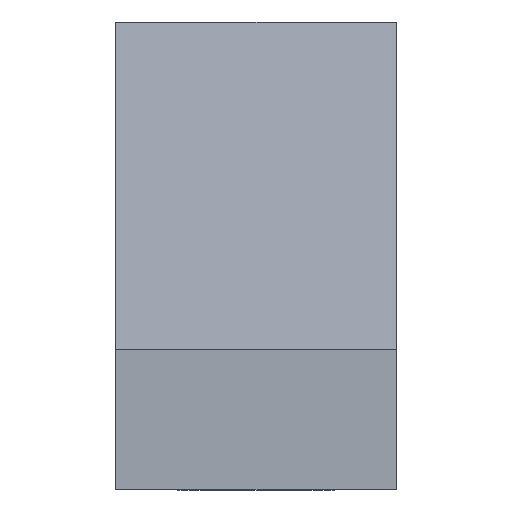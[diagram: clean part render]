
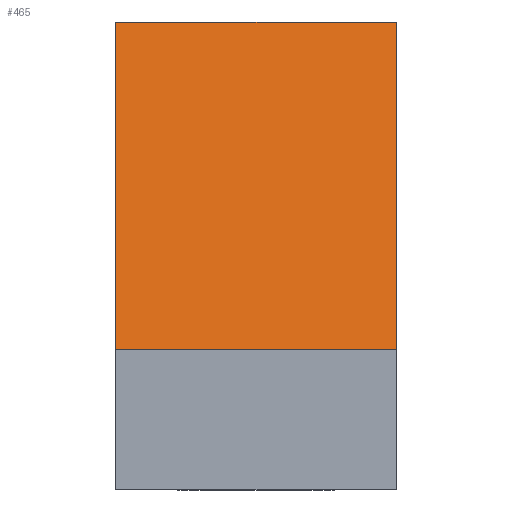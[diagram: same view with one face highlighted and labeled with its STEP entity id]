
A CAD part, left-side view. The second image highlights one B-rep face of the part: STEP entity #465.
In plain terms, the highlighted planar face has unit normal (-0.5, 0, 0.866).
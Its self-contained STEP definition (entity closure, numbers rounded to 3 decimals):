
#393=CARTESIAN_POINT('',(-20.751,-6.,20.));
#394=VERTEX_POINT('',#393);
#401=CARTESIAN_POINT('',(-45.0,-6.,6.));
#402=VERTEX_POINT('',#401);
#403=CARTESIAN_POINT('',(-45.0,-6.,6.));
#404=DIRECTION('',(0.866,0.0,0.5));
#405=VECTOR('',#404,28.);
#406=LINE('',#403,#405);
#407=EDGE_CURVE('',#402,#394,#406,.T.);
#423=CARTESIAN_POINT('',(-20.751,6.,20.));
#424=VERTEX_POINT('',#423);
#431=CARTESIAN_POINT('',(-20.751,-6.,20.));
#432=DIRECTION('',(0.0,1.0,0.0));
#433=VECTOR('',#432,12.);
#434=LINE('',#431,#433);
#435=EDGE_CURVE('',#394,#424,#434,.T.);
#442=CARTESIAN_POINT('',(-20.751,0.0,20.));
#443=DIRECTION('',(-0.5,0.0,0.866));
#444=DIRECTION('',(0.866,0.0,0.5));
#445=AXIS2_PLACEMENT_3D('',#442,#443,#444);
#446=PLANE('',#445);
#447=CARTESIAN_POINT('',(-45.0,6.,6.));
#448=VERTEX_POINT('',#447);
#449=CARTESIAN_POINT('',(-20.751,6.,20.));
#450=DIRECTION('',(-0.866,0.0,-0.5));
#451=VECTOR('',#450,28.);
#452=LINE('',#449,#451);
#453=EDGE_CURVE('',#424,#448,#452,.T.);
#454=ORIENTED_EDGE('',*,*,#453,.T.);
#455=CARTESIAN_POINT('',(-45.0,-6.,6.));
#456=DIRECTION('',(0.0,1.0,0.0));
#457=VECTOR('',#456,12.);
#458=LINE('',#455,#457);
#459=EDGE_CURVE('',#402,#448,#458,.T.);
#460=ORIENTED_EDGE('',*,*,#459,.F.);
#461=ORIENTED_EDGE('',*,*,#407,.T.);
#462=ORIENTED_EDGE('',*,*,#435,.T.);
#463=EDGE_LOOP('',(#454,#460,#461,#462));
#464=FACE_OUTER_BOUND('',#463,.T.);
#465=ADVANCED_FACE('',(#464),#446,.T.);
